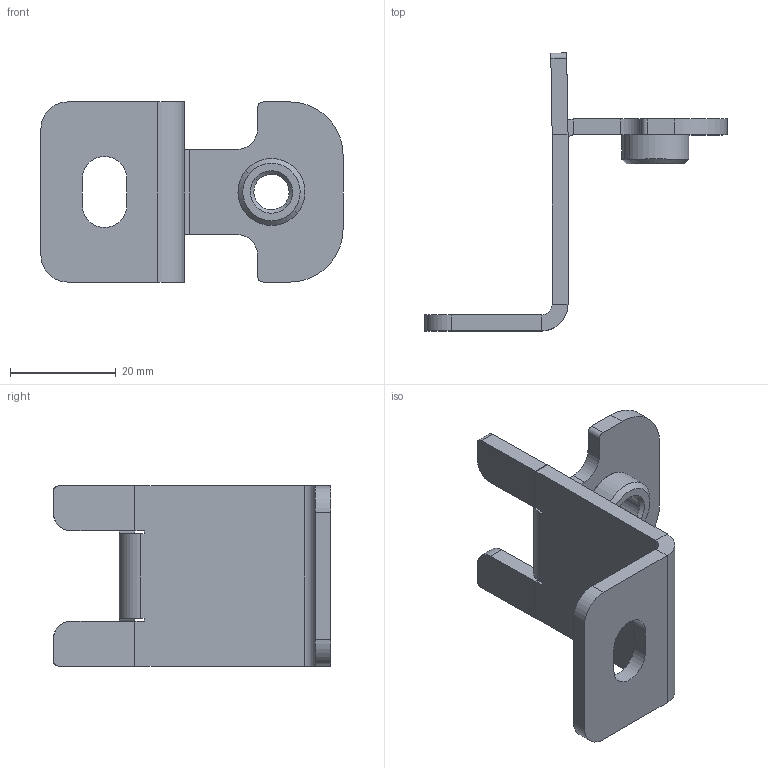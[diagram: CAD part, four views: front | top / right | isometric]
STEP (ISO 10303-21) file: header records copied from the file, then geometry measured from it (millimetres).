
FILE_DESCRIPTION (( 'STEP AP203' ), '1' );
FILE_NAME ('WM Arca 40 Mid.STEP', '2022-02-07T13:30:27', ( '' ), ( '' ), 'SwSTEP 2.0', 'SolidWorks 2020', '' );
FILE_SCHEMA (( 'CONFIG_CONTROL_DESIGN' ));
Length unit declared in the file: millimetre
Products named in the file (1): WM Arca 40 Mid
Bounding box: 57 x 52.45 x 34 mm (x, y, z)
Volume: 9106.8 mm3; surface area: 7462.4 mm2
Topology: 2 solids, 2 shells, 89 faces, 209 edges, 126 vertices
Faces by surface type: plane 48, cylinder 33, cone 8
Entity records: 2604 total; most frequent: DIRECTION 463, CARTESIAN_POINT 425, ORIENTED_EDGE 418, EDGE_CURVE 209, AXIS2_PLACEMENT_3D 164, VECTOR 135, LINE 135, VERTEX_POINT 126
